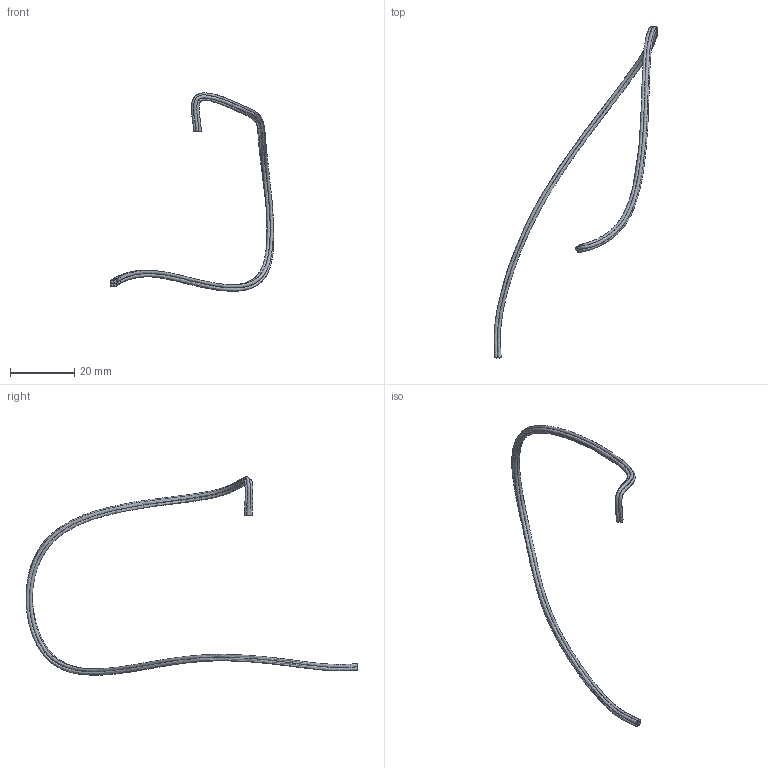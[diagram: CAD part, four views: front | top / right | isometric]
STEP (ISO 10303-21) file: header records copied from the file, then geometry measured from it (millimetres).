
FILE_DESCRIPTION( ( '' ), ' ' );
FILE_NAME( '5e2f0322206058155bf9ec0e.step', '2020-01-27T15:34:59', ( '' ), ( '' ), ' ', ' ', ' ' );
FILE_SCHEMA( ( 'AUTOMOTIVE_DESIGN { 1 0 10303 214 1 1 1 1 }' ) );
Length unit declared in the file: metre
Products named in the file (4): Int Gyro Red Wire; Int Gyro White Wire; Int Gyro Yellow Wire; Int Gyro Black Wire
Bounding box: 51.09 x 103.46 x 61.85 mm (x, y, z)
Volume: 734.6 mm3; surface area: 2952.5 mm2
Topology: 4 solids, 4 shells, 13 faces, 14 edges, 9 vertices
Faces by surface type: plane 8, bspline 5
Entity records: 2029 total; most frequent: CARTESIAN_POINT 1710, DIRECTION 42, AXIS2_PLACEMENT_3D 21, FACE_OUTER_BOUND 18, EDGE_LOOP 18, ORIENTED_EDGE 18, STYLED_ITEM 13, PRESENTATION_STYLE_ASSIGNMENT 13
